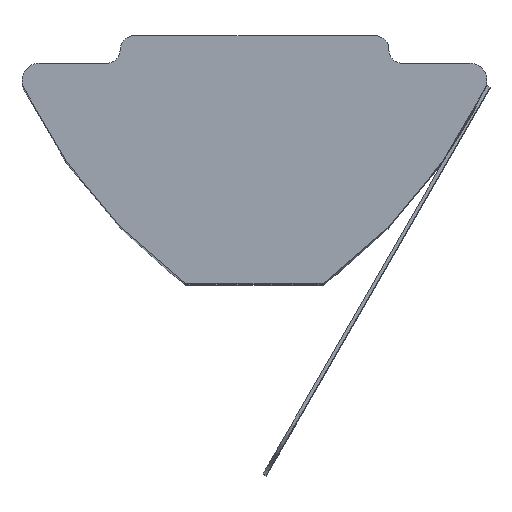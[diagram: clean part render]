
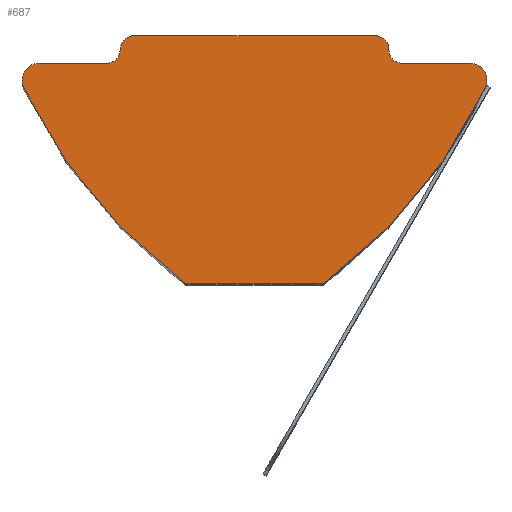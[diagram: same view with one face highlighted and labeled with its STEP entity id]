
A CAD part, top view. The second image highlights one B-rep face of the part: STEP entity #687.
In plain terms, the highlighted planar face has unit normal (0, 0, 1).
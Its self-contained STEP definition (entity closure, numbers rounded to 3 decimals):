
#13 = EDGE_CURVE ( 'NONE', #414, #832, #868, .T. ) ;
#31 = EDGE_CURVE ( 'NONE', #832, #712, #843, .T. ) ;
#32 = DIRECTION ( 'NONE',  ( 0., 0., 1. ) ) ;
#43 = VERTEX_POINT ( 'NONE', #549 ) ;
#60 = EDGE_CURVE ( 'NONE', #712, #277, #345, .T. ) ;
#67 = DIRECTION ( 'NONE',  ( -1., 0., 0. ) ) ;
#72 = CARTESIAN_POINT ( 'NONE',  ( -6.25, -1.3, 11. ) ) ;
#77 = DIRECTION ( 'NONE',  ( 0., 0., 1. ) ) ;
#81 = EDGE_CURVE ( 'NONE', #932, #1127, #895, .T. ) ;
#86 = AXIS2_PLACEMENT_3D ( 'NONE', #728, #182, #813 ) ;
#100 = ORIENTED_EDGE ( 'NONE', *, *, #140, .T. ) ;
#102 = AXIS2_PLACEMENT_3D ( 'NONE', #898, #376, #981 ) ;
#116 = EDGE_CURVE ( 'NONE', #277, #1144, #143, .T. ) ;
#120 = EDGE_CURVE ( 'NONE', #1144, #932, #867, .T. ) ;
#121 = EDGE_CURVE ( 'NONE', #1127, #289, #842, .T. ) ;
#126 = FACE_OUTER_BOUND ( 'NONE', #1079, .T. ) ;
#140 = EDGE_CURVE ( 'NONE', #289, #43, #764, .T. ) ;
#143 = CIRCLE ( 'NONE', #438, 0.4 ) ;
#170 = AXIS2_PLACEMENT_3D ( 'NONE', #72, #729, #183 ) ;
#173 = CARTESIAN_POINT ( 'NONE',  ( 3.9, -0.8, 11. ) ) ;
#182 = DIRECTION ( 'NONE',  ( 0., 0., 1. ) ) ;
#183 = DIRECTION ( 'NONE',  ( 1., 0., 0. ) ) ;
#196 = CARTESIAN_POINT ( 'NONE',  ( -4.3, -0.4, 11. ) ) ;
#238 = CIRCLE ( 'NONE', #86, 15. ) ;
#242 = ORIENTED_EDGE ( 'NONE', *, *, #514, .T. ) ;
#277 = VERTEX_POINT ( 'NONE', #606 ) ;
#282 = AXIS2_PLACEMENT_3D ( 'NONE', #338, #32, #701 ) ;
#288 = CARTESIAN_POINT ( 'NONE',  ( -3.5, -0.4, 11. ) ) ;
#289 = VERTEX_POINT ( 'NONE', #1119 ) ;
#291 = LINE ( 'NONE', #632, #958 ) ;
#294 = ORIENTED_EDGE ( 'NONE', *, *, #121, .T. ) ;
#295 = DIRECTION ( 'NONE',  ( 1., 0., 0. ) ) ;
#331 = ORIENTED_EDGE ( 'NONE', *, *, #567, .T. ) ;
#338 = CARTESIAN_POINT ( 'NONE',  ( -6.25, -1.3, 11. ) ) ;
#341 = DIRECTION ( 'NONE',  ( 1., 0., 0. ) ) ;
#345 = LINE ( 'NONE', #173, #650 ) ;
#351 = ORIENTED_EDGE ( 'NONE', *, *, #31, .T. ) ;
#352 = CARTESIAN_POINT ( 'NONE',  ( -6.75, -1.3, 11. ) ) ;
#376 = DIRECTION ( 'NONE',  ( 0., 0., 1. ) ) ;
#381 = DIRECTION ( 'NONE',  ( 1., 0., 0. ) ) ;
#382 = AXIS2_PLACEMENT_3D ( 'NONE', #196, #825, #295 ) ;
#383 = VERTEX_POINT ( 'NONE', #437 ) ;
#401 = CARTESIAN_POINT ( 'NONE',  ( -3.5, 0., 11. ) ) ;
#414 = VERTEX_POINT ( 'NONE', #617 ) ;
#415 = AXIS2_PLACEMENT_3D ( 'NONE', #288, #902, #381 ) ;
#422 = AXIS2_PLACEMENT_3D ( 'NONE', #649, #77, #733 ) ;
#437 = CARTESIAN_POINT ( 'NONE',  ( -6.25, -0.8, 11. ) ) ;
#438 = AXIS2_PLACEMENT_3D ( 'NONE', #982, #469, #1075 ) ;
#453 = CARTESIAN_POINT ( 'NONE',  ( 6.702, -1.514, 11. ) ) ;
#456 = DIRECTION ( 'NONE',  ( 0., 0., 1. ) ) ;
#469 = DIRECTION ( 'NONE',  ( 0., 0., -1. ) ) ;
#475 = CIRCLE ( 'NONE', #102, 0.5 ) ;
#487 = AXIS2_PLACEMENT_3D ( 'NONE', #970, #456, #1062 ) ;
#514 = EDGE_CURVE ( 'NONE', #43, #383, #291, .T. ) ;
#525 = PLANE ( 'NONE',  #282 ) ;
#532 = AXIS2_PLACEMENT_3D ( 'NONE', #541, #1143, #627 ) ;
#533 = CIRCLE ( 'NONE', #170, 0.5 ) ;
#541 = CARTESIAN_POINT ( 'NONE',  ( -6.854, 4.908, 11. ) ) ;
#549 = CARTESIAN_POINT ( 'NONE',  ( -4.3, -0.8, 11. ) ) ;
#567 = EDGE_CURVE ( 'NONE', #383, #773, #533, .T. ) ;
#568 = EDGE_CURVE ( 'NONE', #773, #1137, #475, .T. ) ;
#572 = CARTESIAN_POINT ( 'NONE',  ( -2., -7.2, 11. ) ) ;
#588 = ORIENTED_EDGE ( 'NONE', *, *, #81, .T. ) ;
#602 = ORIENTED_EDGE ( 'NONE', *, *, #929, .T. ) ;
#606 = CARTESIAN_POINT ( 'NONE',  ( 4.3, -0.8, 11. ) ) ;
#617 = CARTESIAN_POINT ( 'NONE',  ( 2., -7.2, 11. ) ) ;
#627 = DIRECTION ( 'NONE',  ( -1., 0., 0. ) ) ;
#632 = CARTESIAN_POINT ( 'NONE',  ( -3.9, -0.8, 11. ) ) ;
#642 = CARTESIAN_POINT ( 'NONE',  ( 3.5, 0., 11. ) ) ;
#649 = CARTESIAN_POINT ( 'NONE',  ( 3.5, -0.4, 11. ) ) ;
#650 = VECTOR ( 'NONE', #888, 1000. ) ;
#672 = VECTOR ( 'NONE', #67, 1000. ) ;
#687 = ADVANCED_FACE ( 'NONE', ( #126 ), #525, .T. ) ;
#690 = EDGE_CURVE ( 'NONE', #1014, #414, #777, .T. ) ;
#701 = DIRECTION ( 'NONE',  ( 1., 0., 0. ) ) ;
#712 = VERTEX_POINT ( 'NONE', #1046 ) ;
#720 = DIRECTION ( 'NONE',  ( -1., 0., 0. ) ) ;
#726 = CARTESIAN_POINT ( 'NONE',  ( 3.9, 0., 11. ) ) ;
#728 = CARTESIAN_POINT ( 'NONE',  ( 6.854, 4.908, 11. ) ) ;
#729 = DIRECTION ( 'NONE',  ( 0., 0., 1. ) ) ;
#733 = DIRECTION ( 'NONE',  ( 1., 0., 0. ) ) ;
#758 = CARTESIAN_POINT ( 'NONE',  ( 3.9, -0.4, 11. ) ) ;
#764 = CIRCLE ( 'NONE', #382, 0.4 ) ;
#773 = VERTEX_POINT ( 'NONE', #352 ) ;
#776 = ORIENTED_EDGE ( 'NONE', *, *, #568, .T. ) ;
#777 = LINE ( 'NONE', #870, #972 ) ;
#778 = ORIENTED_EDGE ( 'NONE', *, *, #690, .T. ) ;
#813 = DIRECTION ( 'NONE',  ( 1., 0., 0. ) ) ;
#825 = DIRECTION ( 'NONE',  ( 0., 0., -1. ) ) ;
#832 = VERTEX_POINT ( 'NONE', #453 ) ;
#840 = CARTESIAN_POINT ( 'NONE',  ( -6.702, -1.514, 11. ) ) ;
#842 = CIRCLE ( 'NONE', #415, 0.4 ) ;
#843 = CIRCLE ( 'NONE', #487, 0.5 ) ;
#867 = CIRCLE ( 'NONE', #422, 0.4 ) ;
#868 = CIRCLE ( 'NONE', #532, 15. ) ;
#870 = CARTESIAN_POINT ( 'NONE',  ( -2., -7.2, 11. ) ) ;
#888 = DIRECTION ( 'NONE',  ( -1., 0., 0. ) ) ;
#895 = LINE ( 'NONE', #726, #672 ) ;
#898 = CARTESIAN_POINT ( 'NONE',  ( -6.25, -1.3, 11. ) ) ;
#902 = DIRECTION ( 'NONE',  ( 0., 0., 1. ) ) ;
#921 = ORIENTED_EDGE ( 'NONE', *, *, #116, .T. ) ;
#924 = ORIENTED_EDGE ( 'NONE', *, *, #120, .T. ) ;
#929 = EDGE_CURVE ( 'NONE', #1137, #1014, #238, .T. ) ;
#932 = VERTEX_POINT ( 'NONE', #642 ) ;
#958 = VECTOR ( 'NONE', #720, 1000. ) ;
#970 = CARTESIAN_POINT ( 'NONE',  ( 6.25, -1.3, 11. ) ) ;
#972 = VECTOR ( 'NONE', #341, 1000. ) ;
#981 = DIRECTION ( 'NONE',  ( 1., 0., 0. ) ) ;
#982 = CARTESIAN_POINT ( 'NONE',  ( 4.3, -0.4, 11. ) ) ;
#1014 = VERTEX_POINT ( 'NONE', #572 ) ;
#1046 = CARTESIAN_POINT ( 'NONE',  ( 6.25, -0.8, 11. ) ) ;
#1062 = DIRECTION ( 'NONE',  ( -1., 0., 0. ) ) ;
#1075 = DIRECTION ( 'NONE',  ( 1., 0., 0. ) ) ;
#1079 = EDGE_LOOP ( 'NONE', ( #1112, #921, #924, #588, #294, #100, #242, #331, #776, #602, #778, #1135, #351 ) ) ;
#1112 = ORIENTED_EDGE ( 'NONE', *, *, #60, .T. ) ;
#1119 = CARTESIAN_POINT ( 'NONE',  ( -3.9, -0.4, 11. ) ) ;
#1127 = VERTEX_POINT ( 'NONE', #401 ) ;
#1135 = ORIENTED_EDGE ( 'NONE', *, *, #13, .T. ) ;
#1137 = VERTEX_POINT ( 'NONE', #840 ) ;
#1143 = DIRECTION ( 'NONE',  ( 0., 0., 1. ) ) ;
#1144 = VERTEX_POINT ( 'NONE', #758 ) ;
